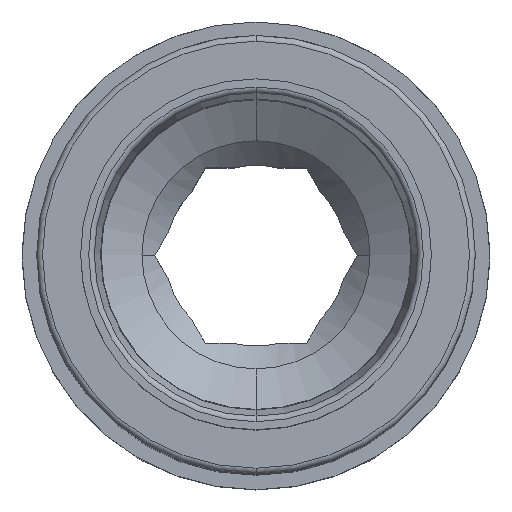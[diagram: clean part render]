
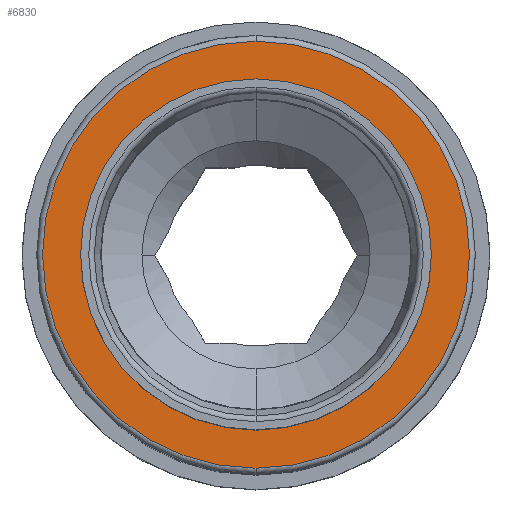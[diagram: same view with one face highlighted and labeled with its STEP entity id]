
A CAD part, top view. The second image highlights one B-rep face of the part: STEP entity #6830.
In plain terms, the highlighted face is planar.
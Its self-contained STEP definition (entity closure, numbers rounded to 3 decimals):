
#940=CARTESIAN_POINT('',(7.3,0.,7.9));
#950=VERTEX_POINT('',#940);
#1000=CARTESIAN_POINT('',(0.,0.,7.9));
#1010=DIRECTION('',(0.,0.,-1.));
#1020=DIRECTION('',(-1.,0.,0.));
#1030=AXIS2_PLACEMENT_3D('',#1000,#1010,#1020);
#1040=CIRCLE('',#1030,7.3);
#1050=CARTESIAN_POINT('',(-7.3,0.,7.9));
#1060=VERTEX_POINT('',#1050);
#1070=EDGE_CURVE('',#950,#1060,#1040,.T.);
#6380=CARTESIAN_POINT('',(6.,0.,7.9));
#6390=VERTEX_POINT('',#6380);
#6470=CARTESIAN_POINT('',(-6.,0.,7.9));
#6480=VERTEX_POINT('',#6470);
#6510=CARTESIAN_POINT('',(0.,0.,7.9));
#6520=DIRECTION('',(0.,0.,-1.));
#6530=DIRECTION('',(-1.,0.,0.));
#6540=AXIS2_PLACEMENT_3D('',#6510,#6520,#6530);
#6550=CIRCLE('',#6540,6.);
#6560=EDGE_CURVE('',#6390,#6480,#6550,.T.);
#6680=CARTESIAN_POINT('',(0.,4.,7.9));
#6690=DIRECTION('',(0.,0.,-1.));
#6700=DIRECTION('',(-1.,0.,0.));
#6710=AXIS2_PLACEMENT_3D('',#6680,#6690,#6700);
#6720=PLANE('',#6710);
#6730=EDGE_CURVE('',#6480,#6390,#6550,.T.);
#6740=ORIENTED_EDGE('',*,*,#6730,.F.);
#6750=ORIENTED_EDGE('',*,*,#6560,.F.);
#6760=EDGE_LOOP('',(#6750,#6740));
#6770=FACE_BOUND('',#6760,.T.);
#6780=EDGE_CURVE('',#1060,#950,#1040,.T.);
#6790=ORIENTED_EDGE('',*,*,#6780,.T.);
#6800=ORIENTED_EDGE('',*,*,#1070,.T.);
#6810=EDGE_LOOP('',(#6800,#6790));
#6820=FACE_OUTER_BOUND('',#6810,.T.);
#6830=ADVANCED_FACE('',(#6770,#6820),#6720,.T.);
